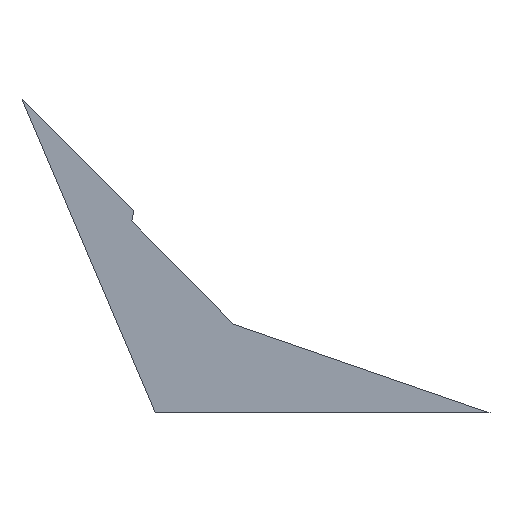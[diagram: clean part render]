
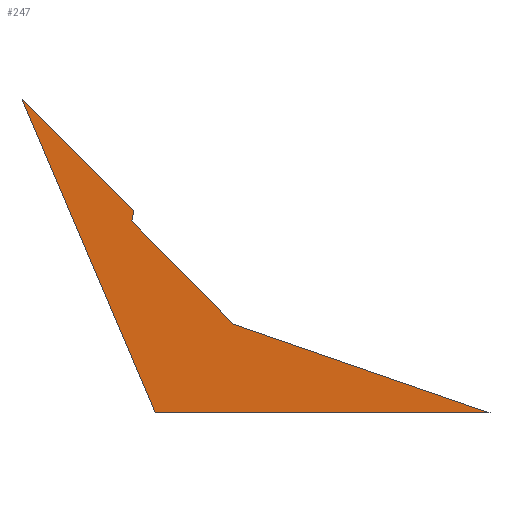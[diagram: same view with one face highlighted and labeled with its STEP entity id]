
A CAD part, top view. The second image highlights one B-rep face of the part: STEP entity #247.
In plain terms, the highlighted free-form (B-spline) face has degree [1, 1] with [2, 2] control points.
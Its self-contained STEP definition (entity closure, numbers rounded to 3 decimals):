
#7 = ORIENTED_EDGE ( 'NONE', *, *, #172, .T. ) ;
#14 = FACE_OUTER_BOUND ( 'NONE', #28, .T. ) ;
#15 = CARTESIAN_POINT ( 'NONE',  ( 152.156, 365.643, 0. ) ) ;
#18 = CARTESIAN_POINT ( 'NONE',  ( 269.203, 235.923, 0. ) ) ;
#23 = B_SPLINE_CURVE_WITH_KNOTS ( 'NONE', 3,
 ( #38, #104, #269, #150 ),
 .UNSPECIFIED., .F., .F.,
 ( 4, 4 ),
 ( 0., 1. ),
 .UNSPECIFIED. ) ;
#28 = EDGE_LOOP ( 'NONE', ( #251, #235, #140, #72, #7, #206 ) ) ;
#33 = EDGE_CURVE ( 'NONE', #187, #166, #257, .T. ) ;
#38 = CARTESIAN_POINT ( 'NONE',  ( 376.531, 126.371, 0. ) ) ;
#42 = B_SPLINE_CURVE_WITH_KNOTS ( 'NONE', 1,
 ( #106, #196 ),
 .UNSPECIFIED., .F., .F.,
 ( 2, 2 ),
 ( 0., 1. ),
 .UNSPECIFIED. ) ;
#56 = CARTESIAN_POINT ( 'NONE',  ( 271.233, 246.567, 0. ) ) ;
#60 = CARTESIAN_POINT ( 'NONE',  ( 650.155, 31.542, 0. ) ) ;
#62 = B_SPLINE_CURVE_WITH_KNOTS ( 'NONE', 1,
 ( #109, #219 ),
 .UNSPECIFIED., .F., .F.,
 ( 2, 2 ),
 ( 0., 1. ),
 .UNSPECIFIED. ) ;
#66 = CARTESIAN_POINT ( 'NONE',  ( 650.155, 31.542, 0. ) ) ;
#70 = CARTESIAN_POINT ( 'NONE',  ( 152.156, 31.542, 0. ) ) ;
#72 = ORIENTED_EDGE ( 'NONE', *, *, #190, .F. ) ;
#81 = VERTEX_POINT ( 'NONE', #267 ) ;
#84 = CARTESIAN_POINT ( 'NONE',  ( 650.155, 31.542, 0. ) ) ;
#86 = CARTESIAN_POINT ( 'NONE',  ( 376.531, 126.371, 0. ) ) ;
#97 = VERTEX_POINT ( 'NONE', #84 ) ;
#104 = CARTESIAN_POINT ( 'NONE',  ( 340.755, 162.888, 0. ) ) ;
#106 = CARTESIAN_POINT ( 'NONE',  ( 293.974, 31.542, 0. ) ) ;
#109 = CARTESIAN_POINT ( 'NONE',  ( 293.974, 31.542, 0. ) ) ;
#114 = EDGE_CURVE ( 'NONE', #97, #81, #194, .T. ) ;
#124 = CARTESIAN_POINT ( 'NONE',  ( 152.156, 365.643, 0. ) ) ;
#129 = EDGE_CURVE ( 'NONE', #81, #166, #23, .T. ) ;
#130 = CARTESIAN_POINT ( 'NONE',  ( 558.947, 63.151, 0. ) ) ;
#140 = ORIENTED_EDGE ( 'NONE', *, *, #217, .F. ) ;
#141 = CARTESIAN_POINT ( 'NONE',  ( 271.233, 246.567, 0. ) ) ;
#142 = VERTEX_POINT ( 'NONE', #286 ) ;
#150 = CARTESIAN_POINT ( 'NONE',  ( 269.203, 235.923, 0. ) ) ;
#158 = CARTESIAN_POINT ( 'NONE',  ( 152.156, 365.643, 0. ) ) ;
#166 = VERTEX_POINT ( 'NONE', #18 ) ;
#172 = EDGE_CURVE ( 'NONE', #142, #97, #62, .T. ) ;
#186 = VERTEX_POINT ( 'NONE', #15 ) ;
#187 = VERTEX_POINT ( 'NONE', #56 ) ;
#190 = EDGE_CURVE ( 'NONE', #142, #186, #42, .T. ) ;
#194 = B_SPLINE_CURVE_WITH_KNOTS ( 'NONE', 3,
 ( #60, #130, #215, #86 ),
 .UNSPECIFIED., .F., .F.,
 ( 4, 4 ),
 ( 0., 1. ),
 .UNSPECIFIED. ) ;
#196 = CARTESIAN_POINT ( 'NONE',  ( 152.156, 365.643, 0. ) ) ;
#197 = CARTESIAN_POINT ( 'NONE',  ( 271.233, 246.567, 0. ) ) ;
#202 = CARTESIAN_POINT ( 'NONE',  ( 650.155, 365.643, 0. ) ) ;
#206 = ORIENTED_EDGE ( 'NONE', *, *, #114, .T. ) ;
#215 = CARTESIAN_POINT ( 'NONE',  ( 467.739, 94.761, 0. ) ) ;
#217 = EDGE_CURVE ( 'NONE', #186, #187, #241, .T. ) ;
#219 = CARTESIAN_POINT ( 'NONE',  ( 650.155, 31.542, 0. ) ) ;
#235 = ORIENTED_EDGE ( 'NONE', *, *, #33, .F. ) ;
#241 = B_SPLINE_CURVE_WITH_KNOTS ( 'NONE', 1,
 ( #124, #197 ),
 .UNSPECIFIED., .F., .F.,
 ( 2, 2 ),
 ( 0., 1. ),
 .UNSPECIFIED. ) ;
#247 = ADVANCED_FACE ( 'NONE', ( #14 ), #248, .T. ) ;
#248 = B_SPLINE_SURFACE_WITH_KNOTS ( 'NONE', 1, 1, ( 
 ( #70, #158 ),
 ( #66, #202 ) ),
 .UNSPECIFIED., .F., .F., .F.,
 ( 2, 2 ),
 ( 2, 2 ),
 ( 0., 1. ),
 ( 0., 1. ),
 .UNSPECIFIED. ) ;
#251 = ORIENTED_EDGE ( 'NONE', *, *, #129, .T. ) ;
#257 = B_SPLINE_CURVE_WITH_KNOTS ( 'NONE', 1,
 ( #141, #258 ),
 .UNSPECIFIED., .F., .F.,
 ( 2, 2 ),
 ( 0., 1. ),
 .UNSPECIFIED. ) ;
#258 = CARTESIAN_POINT ( 'NONE',  ( 269.203, 235.923, 0. ) ) ;
#267 = CARTESIAN_POINT ( 'NONE',  ( 376.531, 126.371, 0. ) ) ;
#269 = CARTESIAN_POINT ( 'NONE',  ( 304.979, 199.406, 0. ) ) ;
#286 = CARTESIAN_POINT ( 'NONE',  ( 293.974, 31.542, 0. ) ) ;
